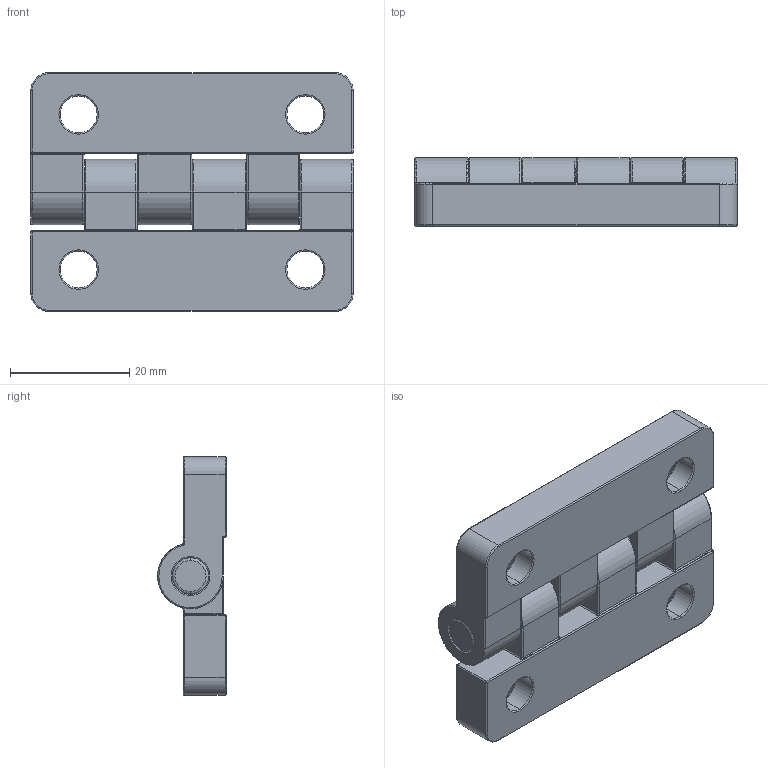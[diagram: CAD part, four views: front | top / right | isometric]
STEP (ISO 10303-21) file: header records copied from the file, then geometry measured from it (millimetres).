
FILE_DESCRIPTION (( 'STEP AP203' ), '1' );
FILE_NAME ('HGZ-209-V.STEP', '2017-08-07T02:48:04', ( '' ), ( '' ), 'SwSTEP 2.0', 'SolidWorks 2010', '' );
FILE_SCHEMA (( 'CONFIG_CONTROL_DESIGN' ));
Length unit declared in the file: millimetre
Products named in the file (3): HGZ-209-V; 鉸鏈片; 插銷
Assembly tree (3 placements, depth 2):
  HGZ-209-V
    鉸鏈片  x2
    插銷
Bounding box: 54 x 11.5 x 40 mm (x, y, z)
Volume: 14884.8 mm3; surface area: 9367.2 mm2
Topology: 3 solids, 3 shells, 262 faces, 600 edges, 336 vertices
Faces by surface type: torus 112, cylinder 106, plane 30, cone 8, sphere 6
Entity records: 4132 total; most frequent: DIRECTION 790, CARTESIAN_POINT 629, ORIENTED_EDGE 608, AXIS2_PLACEMENT_3D 348, EDGE_CURVE 304, CIRCLE 207, VERTEX_POINT 172, EDGE_LOOP 144
